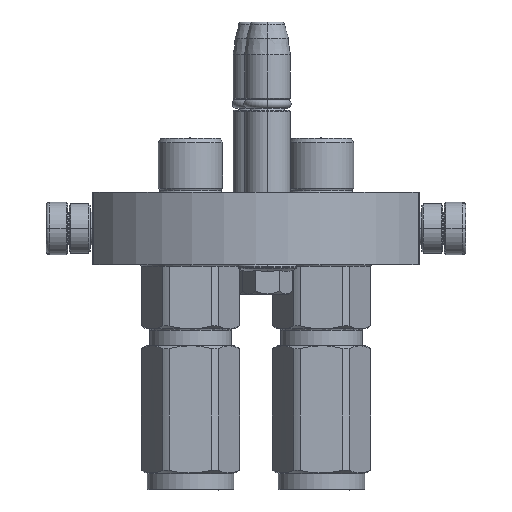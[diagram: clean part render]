
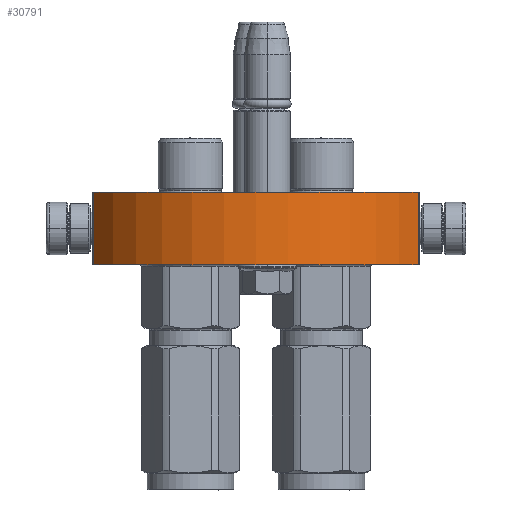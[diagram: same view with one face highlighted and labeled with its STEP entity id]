
A CAD part, left-side view. The second image highlights one B-rep face of the part: STEP entity #30791.
In plain terms, the highlighted cylindrical face has radius 57.25 mm (diameter 114.5 mm), a partial arc.
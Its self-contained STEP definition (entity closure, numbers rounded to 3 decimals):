
#43 = CIRCLE ( 'NONE', #59241, 57.25 ) ;
#2935 = DIRECTION ( 'NONE',  ( 0., 0., 1. ) ) ;
#6582 = CARTESIAN_POINT ( 'NONE',  ( 49.5, 28.763, 22. ) ) ;
#8118 = EDGE_CURVE ( 'NONE', #16295, #45798, #15908, .T. ) ;
#9157 = CARTESIAN_POINT ( 'NONE',  ( -49.5, 28.763, 22. ) ) ;
#9216 = CARTESIAN_POINT ( 'NONE',  ( 49.5, 28.763, 0. ) ) ;
#10973 = DIRECTION ( 'NONE',  ( 1., 0., 0. ) ) ;
#11741 = CARTESIAN_POINT ( 'NONE',  ( 0., 0., 0. ) ) ;
#11997 = EDGE_CURVE ( 'NONE', #17425, #16295, #39313, .T. ) ;
#12738 = CARTESIAN_POINT ( 'NONE',  ( 0., 0., 22. ) ) ;
#13605 = CYLINDRICAL_SURFACE ( 'NONE', #45473, 57.25 ) ;
#15908 = CIRCLE ( 'NONE', #24225, 57.25 ) ;
#16295 = VERTEX_POINT ( 'NONE', #6582 ) ;
#17425 = VERTEX_POINT ( 'NONE', #25312 ) ;
#22171 = VERTEX_POINT ( 'NONE', #27024 ) ;
#24225 = AXIS2_PLACEMENT_3D ( 'NONE', #12738, #2935, #27408 ) ;
#25312 = CARTESIAN_POINT ( 'NONE',  ( 49.5, 28.763, 0. ) ) ;
#26211 = DIRECTION ( 'NONE',  ( 0.865, 0.502, 0. ) ) ;
#27024 = CARTESIAN_POINT ( 'NONE',  ( -49.5, 28.763, 0. ) ) ;
#27408 = DIRECTION ( 'NONE',  ( 0.865, 0.502, 0. ) ) ;
#28804 = VECTOR ( 'NONE', #47510, 1000. ) ;
#30261 = LINE ( 'NONE', #45782, #57274 ) ;
#30541 = DIRECTION ( 'NONE',  ( 0., 0., 1. ) ) ;
#30791 = ADVANCED_FACE ( 'NONE', ( #47274 ), #13605, .T. ) ;
#31379 = EDGE_CURVE ( 'NONE', #17425, #22171, #43, .T. ) ;
#34890 = DIRECTION ( 'NONE',  ( 0., 0., -1. ) ) ;
#38810 = ORIENTED_EDGE ( 'NONE', *, *, #59852, .T. ) ;
#39313 = LINE ( 'NONE', #9216, #28804 ) ;
#39579 = DIRECTION ( 'NONE',  ( 0., 0., 1. ) ) ;
#39814 = ORIENTED_EDGE ( 'NONE', *, *, #31379, .T. ) ;
#41121 = ORIENTED_EDGE ( 'NONE', *, *, #8118, .F. ) ;
#43052 = ORIENTED_EDGE ( 'NONE', *, *, #11997, .F. ) ;
#44043 = CARTESIAN_POINT ( 'NONE',  ( 0., 0., 0. ) ) ;
#45473 = AXIS2_PLACEMENT_3D ( 'NONE', #44043, #34890, #10973 ) ;
#45782 = CARTESIAN_POINT ( 'NONE',  ( -49.5, 28.763, 0. ) ) ;
#45798 = VERTEX_POINT ( 'NONE', #9157 ) ;
#47274 = FACE_OUTER_BOUND ( 'NONE', #60352, .T. ) ;
#47510 = DIRECTION ( 'NONE',  ( 0., 0., 1. ) ) ;
#57274 = VECTOR ( 'NONE', #30541, 1000. ) ;
#59241 = AXIS2_PLACEMENT_3D ( 'NONE', #11741, #39579, #26211 ) ;
#59852 = EDGE_CURVE ( 'NONE', #22171, #45798, #30261, .T. ) ;
#60352 = EDGE_LOOP ( 'NONE', ( #39814, #38810, #41121, #43052 ) ) ;
